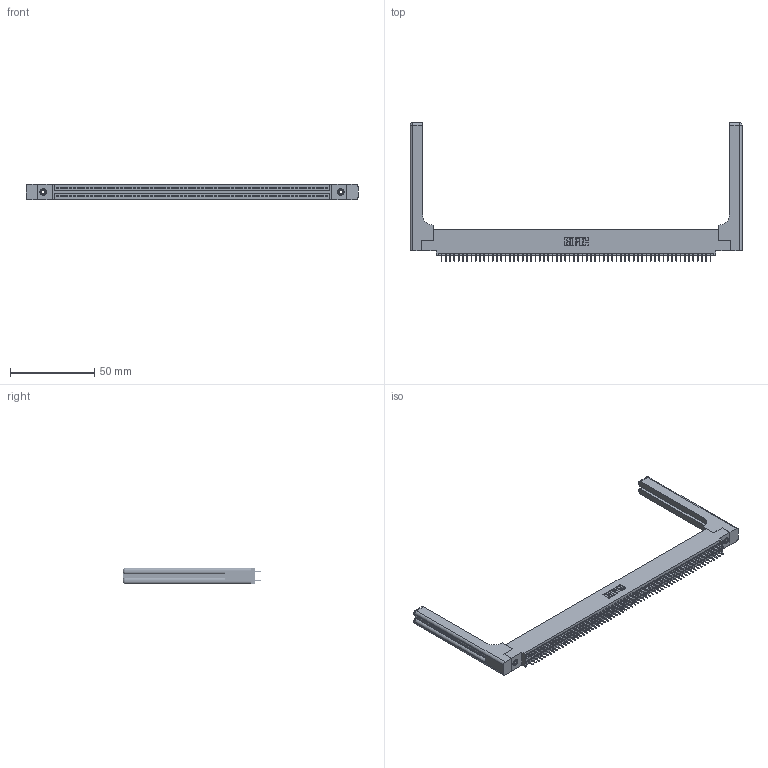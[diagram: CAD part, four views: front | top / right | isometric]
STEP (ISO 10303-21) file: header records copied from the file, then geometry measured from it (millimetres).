
FILE_DESCRIPTION (( 'STEP AP203' ), '1' );
FILE_NAME ('395-128-525-558.STEP', '2020-09-26T01:12:32', ( '' ), ( '' ), 'SwSTEP 2.0', 'SolidWorks 2020', '' );
FILE_SCHEMA (( 'CONFIG_CONTROL_DESIGN' ));
Length unit declared in the file: inch
Products named in the file (5): 345-220-058_345-220-058; 395-128-525-558; 345-250-001_345-250-001-102; 345-292-001_345-293-125; 345 Part_0.110 Offset - 0.156 Dia-TH
Assembly tree (133 placements, depth 2):
  395-128-525-558
    345 Part_0.110 Offset - 0.156 Dia-TH
    345-292-001_345-293-125  x128
    345-250-001_345-250-001-102  x2
    345-220-058_345-220-058  x2
Bounding box: 197.59 x 82.47 x 9.4 mm (x, y, z)
Volume: 27589 mm3; surface area: 33196.5 mm2
Topology: 133 solids, 133 shells, 7298 faces, 20603 edges, 13202 vertices
Faces by surface type: plane 5224, cylinder 2014, bspline 36, cone 12, sphere 8, torus 4
Entity records: 52642 total; most frequent: CARTESIAN_POINT 9797, ORIENTED_EDGE 8528, DIRECTION 7544, EDGE_CURVE 4264, VECTOR 3788, LINE 3788, VERTEX_POINT 2830, AXIS2_PLACEMENT_3D 1878
